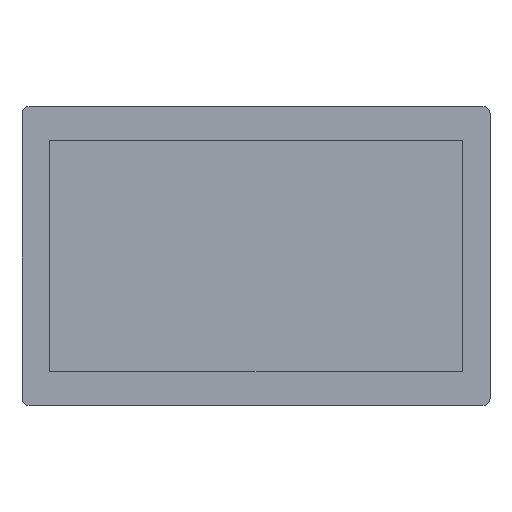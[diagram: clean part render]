
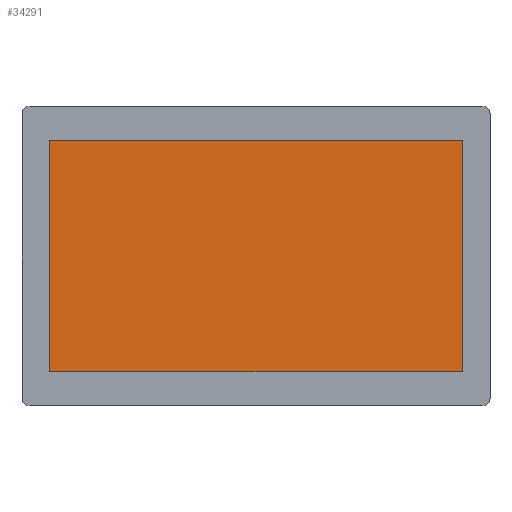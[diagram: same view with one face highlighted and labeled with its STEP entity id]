
A CAD part, top view. The second image highlights one B-rep face of the part: STEP entity #34291.
In plain terms, the highlighted planar face has unit normal (0, 0, 1).
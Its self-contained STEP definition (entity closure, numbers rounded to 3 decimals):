
#1759=PLANE('',#36459);
#3441=FACE_OUTER_BOUND('',#5358,.T.);
#5358=EDGE_LOOP('',(#24376,#24377,#24378,#24379));
#7373=LINE('',#47803,#11749);
#7377=LINE('',#47810,#11753);
#7380=LINE('',#47816,#11756);
#7382=LINE('',#47819,#11758);
#11749=VECTOR('',#38803,10.);
#11753=VECTOR('',#38809,10.);
#11756=VECTOR('',#38814,10.);
#11758=VECTOR('',#38818,10.);
#16489=VERTEX_POINT('',#47800);
#16490=VERTEX_POINT('',#47802);
#16492=VERTEX_POINT('',#47808);
#16494=VERTEX_POINT('',#47814);
#19490=EDGE_CURVE('',#16489,#16490,#7373,.T.);
#19494=EDGE_CURVE('',#16492,#16489,#7377,.T.);
#19497=EDGE_CURVE('',#16494,#16492,#7380,.T.);
#19499=EDGE_CURVE('',#16490,#16494,#7382,.T.);
#24376=ORIENTED_EDGE('',*,*,#19499,.F.);
#24377=ORIENTED_EDGE('',*,*,#19490,.F.);
#24378=ORIENTED_EDGE('',*,*,#19494,.F.);
#24379=ORIENTED_EDGE('',*,*,#19497,.F.);
#34291=ADVANCED_FACE('',(#3441),#1759,.F.);
#36459=AXIS2_PLACEMENT_3D('',#47820,#38819,#38820);
#38803=DIRECTION('',(0.,-1.,0.));
#38809=DIRECTION('',(1.,0.,0.));
#38814=DIRECTION('',(0.,1.,0.));
#38818=DIRECTION('',(-1.,0.,0.));
#38819=DIRECTION('center_axis',(0.,0.,-1.));
#38820=DIRECTION('ref_axis',(-1.,0.,0.));
#47800=CARTESIAN_POINT('',(366.16,220.6,2.699));
#47802=CARTESIAN_POINT('',(366.16,28.,2.699));
#47803=CARTESIAN_POINT('',(366.16,28.,2.699));
#47808=CARTESIAN_POINT('',(23.,220.6,2.699));
#47810=CARTESIAN_POINT('',(366.16,220.6,2.699));
#47814=CARTESIAN_POINT('',(23.,28.,2.699));
#47816=CARTESIAN_POINT('',(23.,220.6,2.699));
#47819=CARTESIAN_POINT('',(23.,28.,2.699));
#47820=CARTESIAN_POINT('Origin',(194.58,124.3,2.699));
